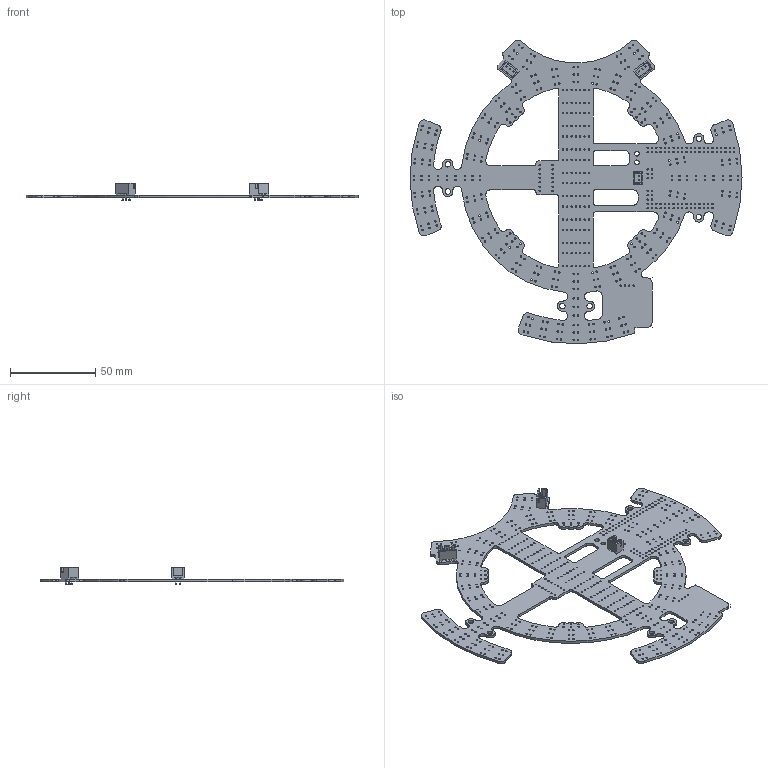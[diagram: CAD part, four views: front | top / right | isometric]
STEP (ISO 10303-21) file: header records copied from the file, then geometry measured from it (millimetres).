
FILE_DESCRIPTION(('KiCad electronic assembly'),'2;1');
FILE_NAME('line-unit.step','2024-12-25T16:44:17',('Pcbnew'),('Kicad'), 'Open CASCADE STEP processor 7.8','KiCad to STEP converter','Unknown' );
FILE_SCHEMA(('AUTOMOTIVE_DESIGN { 1 0 10303 214 1 1 1 1 }'));
Length unit declared in the file: millimetre
Products named in the file (8): line-unit 1; JST_XH_B2B-XH-A_1x02_P2.50mm_Vertical; JST_B2B_XH_A; JST_XH_B3B-XH-A_1x03_P2.50mm_Vertical; JST_B3B_XH_A; line-unit_PCB_1; line-unit_PCB_2; line-unit_PCB_3
Assembly tree (8 placements, depth 3):
  line-unit 1
    JST_XH_B2B-XH-A_1x02_P2.50mm_Vertical
      JST_B2B_XH_A
    JST_XH_B3B-XH-A_1x03_P2.50mm_Vertical  x2
      JST_B3B_XH_A
    line-unit_PCB_1
    line-unit_PCB_2
    line-unit_PCB_3
Bounding box: 195 x 178.42 x 10.4 mm (x, y, z)
Volume: 23990.1 mm3; surface area: 36085 mm2
Topology: 6 solids, 6 shells, 1290 faces, 3740 edges, 2478 vertices
Faces by surface type: cylinder 756, plane 534
Full cylindrical faces by diameter (mm): 0.02 x2, 0.762 x130, 0.8 x86, 0.9 x372, 0.95 x6, 1 x2, 2.7 x2
Entity records: 43556 total; most frequent: DIRECTION 7299, CARTESIAN_POINT 6891, ORIENTED_EDGE 6862, EDGE_CURVE 3431, AXIS2_PLACEMENT_3D 2686, FACE_BOUND 2405, EDGE_LOOP 2405, VERTEX_POINT 2278
